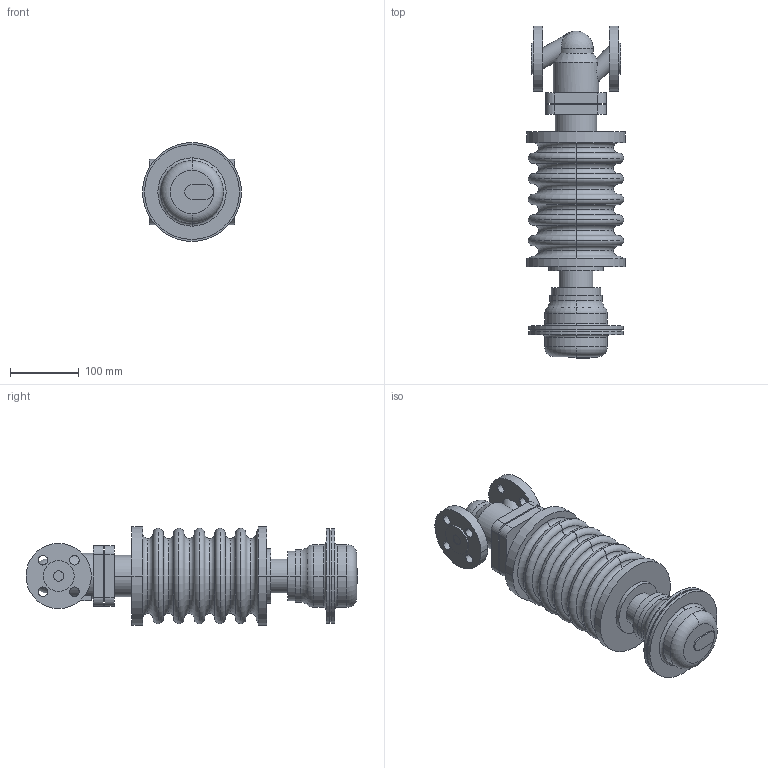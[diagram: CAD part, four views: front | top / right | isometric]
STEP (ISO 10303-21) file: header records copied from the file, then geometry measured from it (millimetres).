
FILE_DESCRIPTION( ( '' ), '1' );
FILE_NAME( 'c000006492.stp', '2016-12-01T11:00:56', ( '' ), ( '' ), ' ', ' ', ' ' );
FILE_SCHEMA( ( 'CONFIG_CONTROL_DESIGN' ) );
Length unit declared in the file: millimetre
Products named in the file (2): 1; 2
Bounding box: 144 x 483 x 144 mm (x, y, z)
Volume: 3990848.6 mm3; surface area: 308264.2 mm2
Topology: 2 solids, 2 shells, 182 faces, 436 edges, 280 vertices
Faces by surface type: cylinder 72, torus 56, plane 51, cone 2, sphere 1
Entity records: 5826 total; most frequent: CARTESIAN_POINT 1228, DIRECTION 1076, ORIENTED_EDGE 868, AXIS2_PLACEMENT_3D 470, EDGE_CURVE 434, VERTEX_POINT 280, CIRCLE 280, EDGE_LOOP 222
